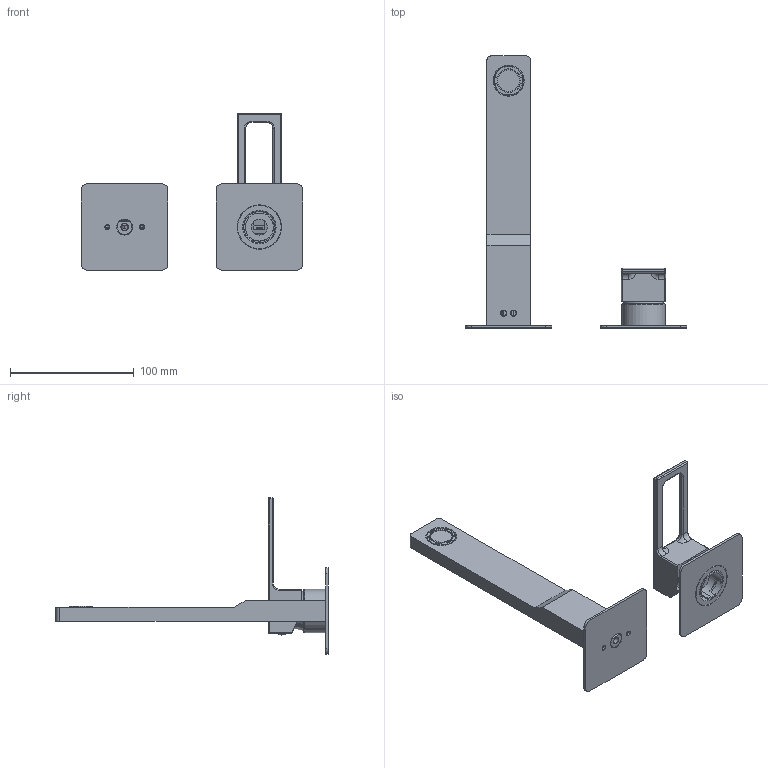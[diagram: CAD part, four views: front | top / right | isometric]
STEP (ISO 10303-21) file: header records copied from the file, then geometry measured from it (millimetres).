
FILE_DESCRIPTION((''),'2;1');
FILE_NAME('EF105CR70','2021-01-14T08:51:42',('ut3'),('PAFFONI SpA'),'CREO PARAMETRIC BY PTC INC, 2020044','CREO PARAMETRIC BY PTC INC, 2020044','');
FILE_SCHEMA(('CONFIG_CONTROL_DESIGN','SHAPE_APPEARANCE_LAYERS_GROUPS'));
Length unit declared in the file: millimetre
Products named in the file (1): EF105CR70
Bounding box: 179 x 220 x 126.72 mm (x, y, z)
Volume: 139142.7 mm3; surface area: 72541.9 mm2
Topology: 6 solids, 6 shells, 601 faces, 1433 edges, 822 vertices
Faces by surface type: cylinder 255, plane 171, sphere 64, torus 60, cone 45, bspline 6
Entity records: 22960 total; most frequent: CARTESIAN_POINT 4914, DIRECTION 3089, ORIENTED_EDGE 2738, EDGE_CURVE 1369, AXIS2_PLACEMENT_3D 1256, VERTEX_POINT 822, CIRCLE 661, EDGE_LOOP 659
